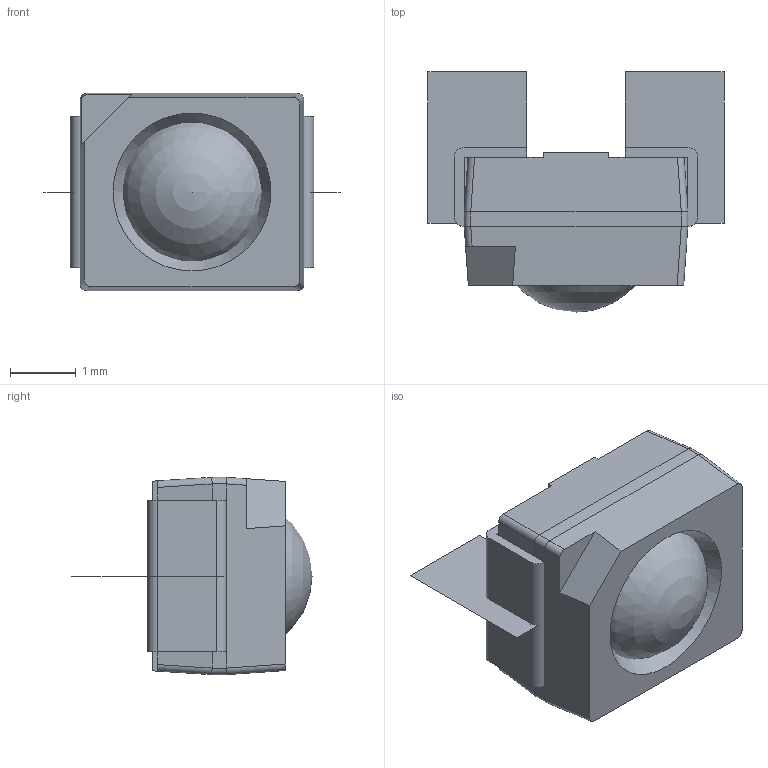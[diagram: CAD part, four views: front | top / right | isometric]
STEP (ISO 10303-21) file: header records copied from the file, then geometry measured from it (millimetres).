
FILE_DESCRIPTION(/* description */ (''),/* implementation_level */ '2;1');
FILE_NAME(/* name */ 'LG_T679-E1F1-1.stp',/* time_stamp */ '2014-06-12T10:11:31+02:00',/* author */ (''),/* organization */ (''),/* preprocessor_version */ 'ST-DEVELOPER v15',/* originating_system */ 'SIEMENS PLM Software NX 8.5',/* authorisation */ '');
FILE_SCHEMA (('AP203_CONFIGURATION_CONTROLLED_3D_DESIGN_OF_MECHANICAL_PARTS_AND_ASSEMBLIES_MIM_LF { 1 0 10303 403 2 1 2}'));
Length unit declared in the file: millimetre
Products named in the file (1): LG_T679-E1F1-1
Bounding box: 4.5 x 3.65 x 3 mm (x, y, z)
Volume: 25.4 mm3; surface area: 83.3 mm2
Topology: 2 solids, 4 shells, 57 faces, 164 edges, 112 vertices
Faces by surface type: plane 37, cylinder 16, bspline 2, cone 1, sphere 1
Entity records: 1971 total; most frequent: CARTESIAN_POINT 404, ORIENTED_EDGE 312, DIRECTION 284, EDGE_CURVE 160, LINE 126, VECTOR 126, VERTEX_POINT 107, AXIS2_PLACEMENT_3D 79
